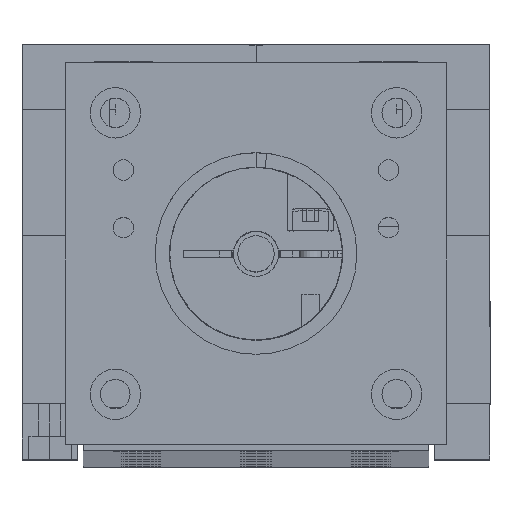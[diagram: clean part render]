
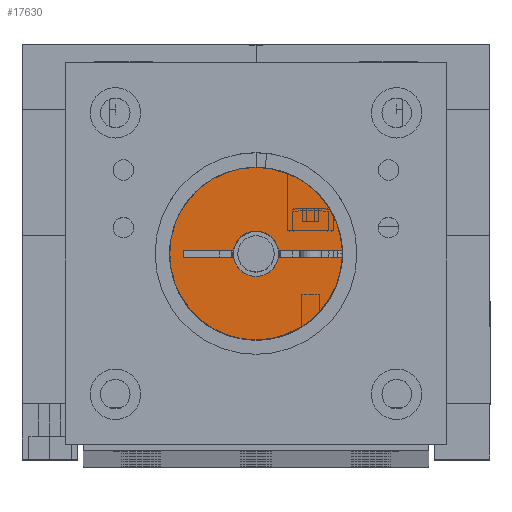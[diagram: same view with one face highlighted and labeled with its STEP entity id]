
A CAD part, top view. The second image highlights one B-rep face of the part: STEP entity #17630.
In plain terms, the highlighted planar face has unit normal (0, 0, 1).
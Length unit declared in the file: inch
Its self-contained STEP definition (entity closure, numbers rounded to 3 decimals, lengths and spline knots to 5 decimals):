
#11 = VERTEX_POINT ( 'NONE', #52140 ) ;
#540 = DIRECTION ( 'NONE',  ( -1., 0., 0. ) ) ;
#934 = EDGE_CURVE ( 'NONE', #25897, #23939, #38374, .T. ) ;
#1654 = CARTESIAN_POINT ( 'NONE',  ( -0.83351, 0.59215, 35.62966 ) ) ;
#2130 = CARTESIAN_POINT ( 'NONE',  ( -0.73635, 0.5764, 35.62966 ) ) ;
#2395 = VERTEX_POINT ( 'NONE', #44669 ) ;
#2497 = CARTESIAN_POINT ( 'NONE',  ( -0.73635, 0.5764, 35.62966 ) ) ;
#3636 = ORIENTED_EDGE ( 'NONE', *, *, #19689, .T. ) ;
#4831 = CARTESIAN_POINT ( 'NONE',  ( -0.73635, 0.5764, 35.62966 ) ) ;
#5100 = CARTESIAN_POINT ( 'NONE',  ( 0.05105, 0.56065, 35.62966 ) ) ;
#5420 = VECTOR ( 'NONE', #34699, 39.37008 ) ;
#6294 = DIRECTION ( 'NONE',  ( -1., 0., 0. ) ) ;
#6651 = DIRECTION ( 'NONE',  ( -1., 0., 0. ) ) ;
#7433 = LINE ( 'NONE', #36697, #49964 ) ;
#7994 = VERTEX_POINT ( 'NONE', #26364 ) ;
#7996 = CARTESIAN_POINT ( 'NONE',  ( -0.63919, 0.59215, 35.62966 ) ) ;
#8306 = EDGE_CURVE ( 'NONE', #7994, #22644, #7433, .T. ) ;
#8425 = CARTESIAN_POINT ( 'NONE',  ( 0.05105, 0.56065, 35.62966 ) ) ;
#8453 = EDGE_CURVE ( 'NONE', #11, #7994, #49365, .T. ) ;
#8962 = DIRECTION ( 'NONE',  ( 0., -1., 0. ) ) ;
#10940 = ORIENTED_EDGE ( 'NONE', *, *, #53127, .T. ) ;
#11426 = ORIENTED_EDGE ( 'NONE', *, *, #8453, .T. ) ;
#15222 = AXIS2_PLACEMENT_3D ( 'NONE', #2497, #31339, #6651 ) ;
#15556 = DIRECTION ( 'NONE',  ( 1., 0., 0. ) ) ;
#16048 = CARTESIAN_POINT ( 'NONE',  ( -0.73635, 0.5764, 35.62966 ) ) ;
#16410 = LINE ( 'NONE', #17941, #5420 ) ;
#17561 = CARTESIAN_POINT ( 'NONE',  ( -0.63919, 0.56065, 35.62966 ) ) ;
#17630 = ADVANCED_FACE ( 'NONE', ( #30405 ), #27165, .T. ) ;
#17672 = CIRCLE ( 'NONE', #20758, 0.37402 ) ;
#17811 = VERTEX_POINT ( 'NONE', #45161 ) ;
#17941 = CARTESIAN_POINT ( 'NONE',  ( 0.05105, 0.59215, 35.62966 ) ) ;
#18227 = CARTESIAN_POINT ( 'NONE',  ( -1.05131, 0.59215, 35.62966 ) ) ;
#18385 = ORIENTED_EDGE ( 'NONE', *, *, #44803, .T. ) ;
#19054 = CARTESIAN_POINT ( 'NONE',  ( -0.73635, 0.5764, 35.62966 ) ) ;
#19689 = EDGE_CURVE ( 'NONE', #23939, #2395, #16410, .T. ) ;
#19955 = CARTESIAN_POINT ( 'NONE',  ( -0.73635, 0.5764, 35.62966 ) ) ;
#20014 = ORIENTED_EDGE ( 'NONE', *, *, #8306, .T. ) ;
#20186 = DIRECTION ( 'NONE',  ( 0., -1., 0. ) ) ;
#20758 = AXIS2_PLACEMENT_3D ( 'NONE', #49926, #25265, #540 ) ;
#21042 = AXIS2_PLACEMENT_3D ( 'NONE', #16048, #44869, #20186 ) ;
#21577 = AXIS2_PLACEMENT_3D ( 'NONE', #19054, #47861, #23210 ) ;
#22644 = VERTEX_POINT ( 'NONE', #18227 ) ;
#22972 = ORIENTED_EDGE ( 'NONE', *, *, #34468, .T. ) ;
#23210 = DIRECTION ( 'NONE',  ( 0., -1., 0. ) ) ;
#23217 = VERTEX_POINT ( 'NONE', #51451 ) ;
#23636 = VECTOR ( 'NONE', #15556, 39.37008 ) ;
#23939 = VERTEX_POINT ( 'NONE', #7996 ) ;
#24088 = DIRECTION ( 'NONE',  ( 0., -1., 0. ) ) ;
#24438 = CIRCLE ( 'NONE', #26692, 0.37402 ) ;
#24568 = ORIENTED_EDGE ( 'NONE', *, *, #35989, .T. ) ;
#24609 = ORIENTED_EDGE ( 'NONE', *, *, #35639, .T. ) ;
#25265 = DIRECTION ( 'NONE',  ( 0., 0., 1. ) ) ;
#25502 = EDGE_LOOP ( 'NONE', ( #10940, #28111, #3636, #18385, #24568, #35120, #24609, #22972, #46242, #11426, #20014 ) ) ;
#25897 = VERTEX_POINT ( 'NONE', #1654 ) ;
#26021 = CIRCLE ( 'NONE', #29707, 0.09843 ) ;
#26364 = CARTESIAN_POINT ( 'NONE',  ( -1.05131, 0.56065, 35.62966 ) ) ;
#26692 = AXIS2_PLACEMENT_3D ( 'NONE', #2130, #30984, #6294 ) ;
#27165 = PLANE ( 'NONE',  #21577 ) ;
#27873 = CARTESIAN_POINT ( 'NONE',  ( -0.36266, 0.56065, 35.62966 ) ) ;
#28111 = ORIENTED_EDGE ( 'NONE', *, *, #934, .T. ) ;
#28819 = DIRECTION ( 'NONE',  ( -1., 0., 0. ) ) ;
#29707 = AXIS2_PLACEMENT_3D ( 'NONE', #4831, #33687, #8962 ) ;
#30405 = FACE_OUTER_BOUND ( 'NONE', #25502, .T. ) ;
#30984 = DIRECTION ( 'NONE',  ( 0., 0., 1. ) ) ;
#31339 = DIRECTION ( 'NONE',  ( 0., 0., 1. ) ) ;
#31945 = CARTESIAN_POINT ( 'NONE',  ( 0.05105, 0.59215, 35.62966 ) ) ;
#32824 = VERTEX_POINT ( 'NONE', #17561 ) ;
#33293 = CIRCLE ( 'NONE', #47600, 0.09843 ) ;
#33687 = DIRECTION ( 'NONE',  ( 0., 0., -1. ) ) ;
#34468 = EDGE_CURVE ( 'NONE', #32824, #45010, #33293, .T. ) ;
#34699 = DIRECTION ( 'NONE',  ( 1., 0., 0. ) ) ;
#35120 = ORIENTED_EDGE ( 'NONE', *, *, #41554, .T. ) ;
#35639 = EDGE_CURVE ( 'NONE', #42122, #32824, #48657, .T. ) ;
#35989 = EDGE_CURVE ( 'NONE', #23217, #17811, #17672, .T. ) ;
#36697 = CARTESIAN_POINT ( 'NONE',  ( -1.05131, 0.5764, 35.62966 ) ) ;
#38374 = CIRCLE ( 'NONE', #21042, 0.09843 ) ;
#38442 = VECTOR ( 'NONE', #46362, 39.37008 ) ;
#41554 = EDGE_CURVE ( 'NONE', #17811, #42122, #24438, .T. ) ;
#42122 = VERTEX_POINT ( 'NONE', #27873 ) ;
#44669 = CARTESIAN_POINT ( 'NONE',  ( -0.36266, 0.59215, 35.62966 ) ) ;
#44803 = EDGE_CURVE ( 'NONE', #2395, #23217, #52343, .T. ) ;
#44869 = DIRECTION ( 'NONE',  ( 0., 0., -1. ) ) ;
#45010 = VERTEX_POINT ( 'NONE', #45012 ) ;
#45012 = CARTESIAN_POINT ( 'NONE',  ( -0.73635, 0.47798, 35.62966 ) ) ;
#45161 = CARTESIAN_POINT ( 'NONE',  ( -0.73635, 0.20239, 35.62966 ) ) ;
#45546 = LINE ( 'NONE', #31945, #23636 ) ;
#46059 = VECTOR ( 'NONE', #28819, 39.37008 ) ;
#46242 = ORIENTED_EDGE ( 'NONE', *, *, #48787, .T. ) ;
#46362 = DIRECTION ( 'NONE',  ( -1., 0., 0. ) ) ;
#47600 = AXIS2_PLACEMENT_3D ( 'NONE', #19955, #48742, #24088 ) ;
#47861 = DIRECTION ( 'NONE',  ( 0., 0., 1. ) ) ;
#48657 = LINE ( 'NONE', #8425, #46059 ) ;
#48742 = DIRECTION ( 'NONE',  ( 0., 0., -1. ) ) ;
#48787 = EDGE_CURVE ( 'NONE', #45010, #11, #26021, .T. ) ;
#49365 = LINE ( 'NONE', #5100, #38442 ) ;
#49926 = CARTESIAN_POINT ( 'NONE',  ( -0.73635, 0.5764, 35.62966 ) ) ;
#49964 = VECTOR ( 'NONE', #53211, 39.37008 ) ;
#51451 = CARTESIAN_POINT ( 'NONE',  ( -0.73635, 0.95042, 35.62966 ) ) ;
#52140 = CARTESIAN_POINT ( 'NONE',  ( -0.83351, 0.56065, 35.62966 ) ) ;
#52343 = CIRCLE ( 'NONE', #15222, 0.37402 ) ;
#53127 = EDGE_CURVE ( 'NONE', #22644, #25897, #45546, .T. ) ;
#53211 = DIRECTION ( 'NONE',  ( 0., 1., 0. ) ) ;
